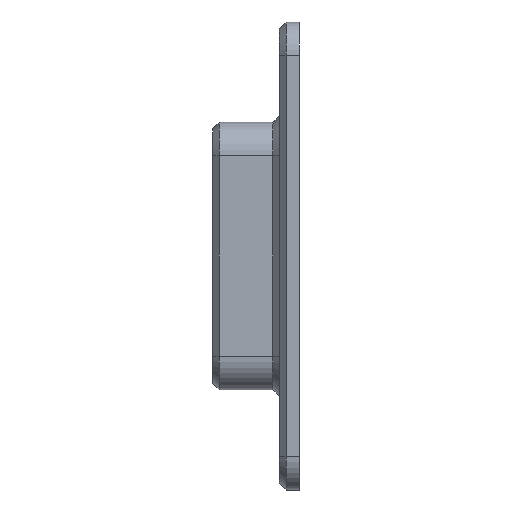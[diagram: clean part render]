
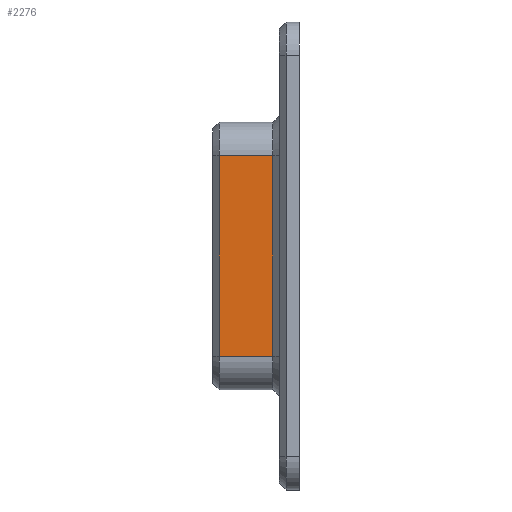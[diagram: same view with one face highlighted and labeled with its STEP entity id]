
A CAD part, left-side view. The second image highlights one B-rep face of the part: STEP entity #2276.
In plain terms, the highlighted planar face has unit normal (-1, 0, 0).
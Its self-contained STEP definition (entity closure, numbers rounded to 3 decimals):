
#607=DIRECTION('',(0.,0.,1.));
#608=VECTOR('',#607,30.);
#609=CARTESIAN_POINT('',(-12.5,12.,-15.));
#610=LINE('',#609,#608);
#611=DIRECTION('',(0.,-1.,0.));
#612=VECTOR('',#611,8.);
#613=CARTESIAN_POINT('',(-12.5,12.,15.));
#614=LINE('',#613,#612);
#615=DIRECTION('',(0.,0.,1.));
#616=VECTOR('',#615,30.);
#617=CARTESIAN_POINT('',(-12.5,4.,-15.));
#618=LINE('',#617,#616);
#619=DIRECTION('',(0.,-1.,0.));
#620=VECTOR('',#619,8.);
#621=CARTESIAN_POINT('',(-12.5,12.,-15.));
#622=LINE('',#621,#620);
#1321=CARTESIAN_POINT('',(-12.5,4.,15.));
#1323=VERTEX_POINT('',#1321);
#1347=CARTESIAN_POINT('',(-12.5,4.,-15.));
#1348=VERTEX_POINT('',#1347);
#1353=CARTESIAN_POINT('',(-12.5,12.,15.));
#1355=VERTEX_POINT('',#1353);
#1379=CARTESIAN_POINT('',(-12.5,12.,-15.));
#1380=VERTEX_POINT('',#1379);
#2263=CARTESIAN_POINT('',(-12.5,3.,-20.));
#2264=DIRECTION('',(-1.,0.,0.));
#2265=DIRECTION('',(0.,0.,1.));
#2266=AXIS2_PLACEMENT_3D('',#2263,#2264,#2265);
#2267=PLANE('',#2266);
#2269=ORIENTED_EDGE('',*,*,#2268,.T.);
#2270=ORIENTED_EDGE('',*,*,#2258,.T.);
#2271=ORIENTED_EDGE('',*,*,#2064,.F.);
#2273=ORIENTED_EDGE('',*,*,#2272,.F.);
#2274=EDGE_LOOP('',(#2269,#2270,#2271,#2273));
#2275=FACE_OUTER_BOUND('',#2274,.F.);
#2276=ADVANCED_FACE('',(#2275),#2267,.T.);
#2064=EDGE_CURVE('',#1348,#1323,#618,.T.);
#2258=EDGE_CURVE('',#1355,#1323,#614,.T.);
#2268=EDGE_CURVE('',#1380,#1355,#610,.T.);
#2272=EDGE_CURVE('',#1380,#1348,#622,.T.);
